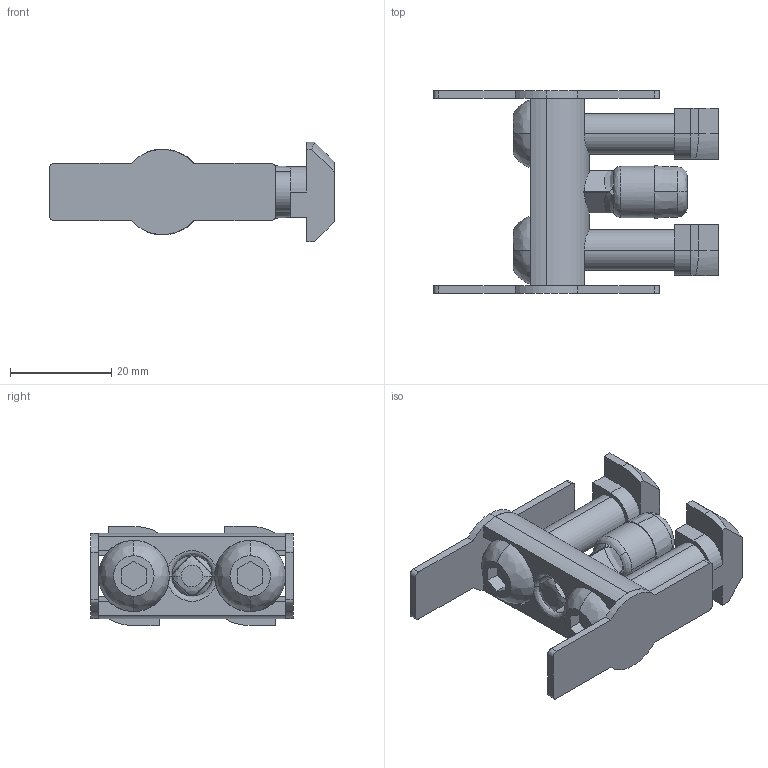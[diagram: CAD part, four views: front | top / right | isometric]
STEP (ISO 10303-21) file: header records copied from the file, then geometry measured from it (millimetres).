
FILE_DESCRIPTION (( 'STEP AP203' ), '1' );
FILE_NAME ('3_842_535_620_Bosch.step', '2024-06-04T13:17:59', ( '' ), ( '' ), 'SwSTEP 2.0', 'SolidWorks 2014', '' );
FILE_SCHEMA (( 'CONFIG_CONTROL_DESIGN' ));
Length unit declared in the file: millimetre
Products named in the file (8): 3_7; 4_7; 3_842_535_620_Bosch; 5_7; 2_7; 7_7; 1_7; 6_7
Assembly tree (7 placements, depth 2):
  3_842_535_620_Bosch
    1_7
    2_7
    3_7
    4_7
    5_7
    6_7
    7_7
Bounding box: 56.27 x 40 x 19.6 mm (x, y, z)
Volume: 13012 mm3; surface area: 10149.8 mm2
Topology: 7 solids, 7 shells, 157 faces, 427 edges, 280 vertices
Faces by surface type: plane 83, cylinder 52, bspline 16, cone 6
Entity records: 9296 total; most frequent: CARTESIAN_POINT 4566, ORIENTED_EDGE 850, DIRECTION 783, EDGE_CURVE 425, VERTEX_POINT 280, AXIS2_PLACEMENT_3D 271, VECTOR 241, LINE 241
